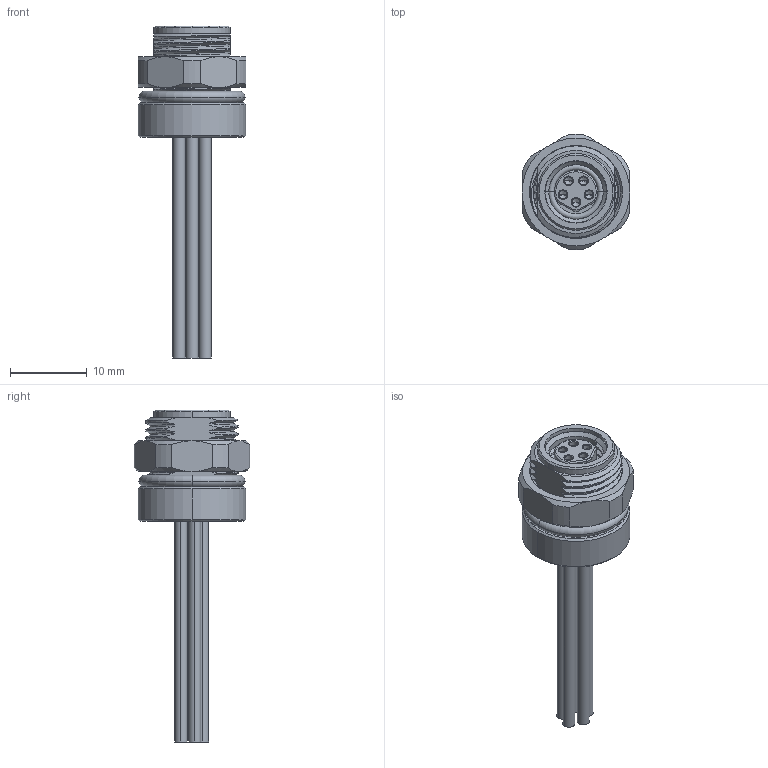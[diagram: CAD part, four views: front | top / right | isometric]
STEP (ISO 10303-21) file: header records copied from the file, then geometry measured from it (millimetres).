
FILE_DESCRIPTION((''),'2;1');
FILE_NAME('5P-K1555B__5','2025-09-18T',('gongcheng16'),(''),'PRO/ENGINEER BY PARAMETRIC TECHNOLOGY CORPORATION, 2010280','PRO/ENGINEER BY PARAMETRIC TECHNOLOGY CORPORATION, 2010280','');
FILE_SCHEMA(('CONFIG_CONTROL_DESIGN'));
Length unit declared in the file: millimetre
Products named in the file (1): 5P-K1555B__5
Bounding box: 14 x 14.98 x 43.2 mm (x, y, z)
Volume: 219.5 mm3; surface area: 4008.8 mm2
Topology: 1 solids, 16 shells, 562 faces, 1348 edges, 833 vertices
Faces by surface type: cylinder 200, plane 155, cone 112, bspline 59, torus 34, sphere 2
Entity records: 31045 total; most frequent: CARTESIAN_POINT 18297, ORIENTED_EDGE 2656, DIRECTION 2598, EDGE_CURVE 1328, AXIS2_PLACEMENT_3D 1033, VERTEX_POINT 833, EDGE_LOOP 625, FACE_OUTER_BOUND 562
